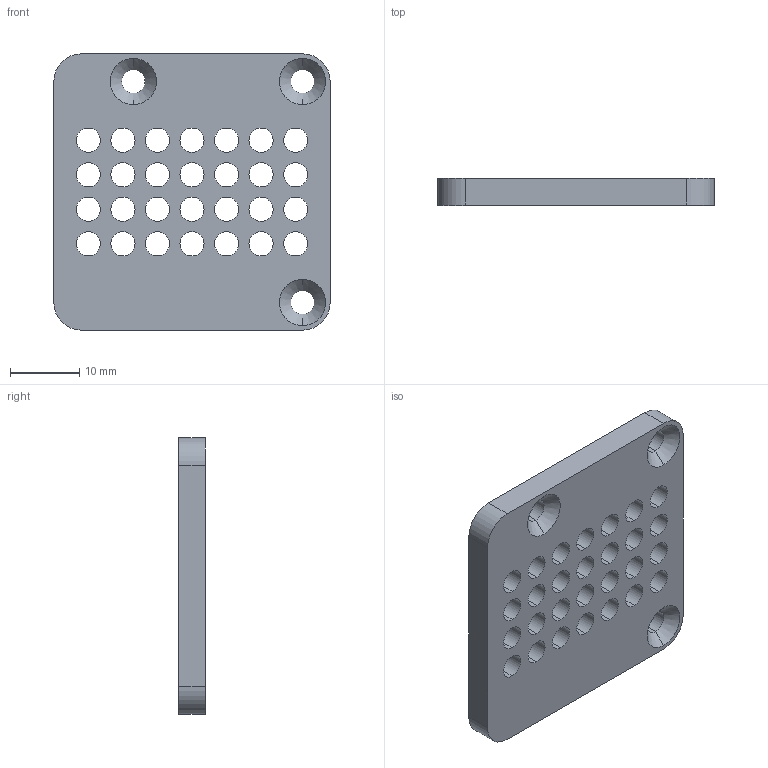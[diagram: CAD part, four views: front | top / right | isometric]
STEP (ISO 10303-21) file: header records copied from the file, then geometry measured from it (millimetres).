
FILE_DESCRIPTION (( 'STEP AP214' ), '1' );
FILE_NAME ('NexusCaseBottom.STEP', '2024-05-27T08:44:32', ( '' ), ( '' ), 'SwSTEP 2.0', 'SolidWorks 2022', '' );
FILE_SCHEMA (( 'AUTOMOTIVE_DESIGN' ));
Length unit declared in the file: millimetre
Products named in the file (1): NexusCaseBottom
Bounding box: 40 x 3.85 x 40 mm (x, y, z)
Volume: 4907.4 mm3; surface area: 4457.2 mm2
Topology: 1 solids, 1 shells, 78 faces, 222 edges, 146 vertices
Faces by surface type: cylinder 66, cone 6, plane 6
Entity records: 2774 total; most frequent: DIRECTION 518, CARTESIAN_POINT 447, ORIENTED_EDGE 444, EDGE_CURVE 222, AXIS2_PLACEMENT_3D 217, VERTEX_POINT 146, EDGE_LOOP 140, CIRCLE 138
